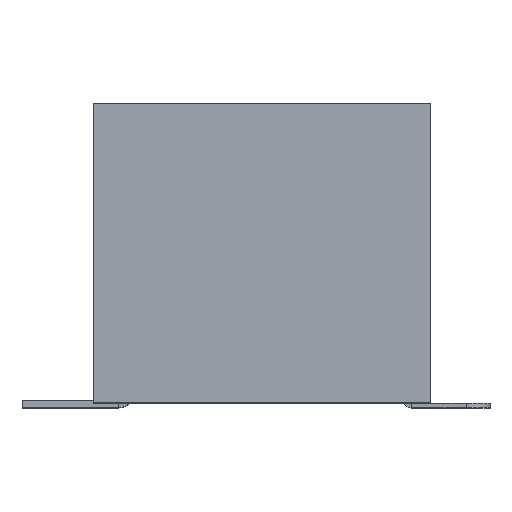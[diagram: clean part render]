
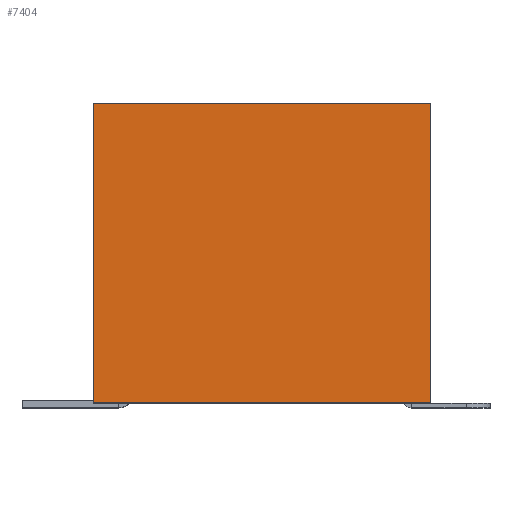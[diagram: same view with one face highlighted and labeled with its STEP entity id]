
A CAD part, top view. The second image highlights one B-rep face of the part: STEP entity #7404.
In plain terms, the highlighted planar face has unit normal (0, 0, 1).
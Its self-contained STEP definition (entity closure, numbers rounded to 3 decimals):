
#1654 = PLANE('',#1655);
#1655 = AXIS2_PLACEMENT_3D('',#1656,#1657,#1658);
#1656 = CARTESIAN_POINT('',(11.245,26.017,
    14.752));
#1657 = DIRECTION('',(-1.,0.,0.));
#1658 = DIRECTION('',(0.,0.,1.));
#4758 = PLANE('',#4759);
#4759 = AXIS2_PLACEMENT_3D('',#4760,#4761,#4762);
#4760 = CARTESIAN_POINT('',(25.465,13.417,
    27.962));
#4761 = DIRECTION('',(0.,1.,0.));
#4762 = DIRECTION('',(1.,0.,0.));
#4834 = PLANE('',#4835);
#4835 = AXIS2_PLACEMENT_3D('',#4836,#4837,#4838);
#4836 = CARTESIAN_POINT('',(25.465,26.017,
    14.752));
#4837 = DIRECTION('',(-1.,0.,0.));
#4838 = DIRECTION('',(0.,0.,1.));
#4987 = VERTEX_POINT('',#4988);
#4988 = CARTESIAN_POINT('',(25.465,13.417,
    27.962));
#5009 = EDGE_CURVE('',#4987,#5010,#5012,.T.);
#5010 = VERTEX_POINT('',#5011);
#5011 = CARTESIAN_POINT('',(11.245,13.417,
    27.962));
#5012 = SURFACE_CURVE('',#5013,(#5017,#5024),.PCURVE_S1.);
#5013 = LINE('',#5014,#5015);
#5014 = CARTESIAN_POINT('',(25.465,13.417,
    27.962));
#5015 = VECTOR('',#5016,1.);
#5016 = DIRECTION('',(-1.,0.,0.));
#5017 = PCURVE('',#4758,#5018);
#5018 = DEFINITIONAL_REPRESENTATION('',(#5019),#5023);
#5019 = LINE('',#5020,#5021);
#5020 = CARTESIAN_POINT('',(0.,0.));
#5021 = VECTOR('',#5022,1.);
#5022 = DIRECTION('',(-1.,0.));
#5023 = ( GEOMETRIC_REPRESENTATION_CONTEXT(2) 
PARAMETRIC_REPRESENTATION_CONTEXT() REPRESENTATION_CONTEXT('2D SPACE',''
  ) );
#5024 = PCURVE('',#5025,#5030);
#5025 = PLANE('',#5026);
#5026 = AXIS2_PLACEMENT_3D('',#5027,#5028,#5029);
#5027 = CARTESIAN_POINT('',(25.465,13.417,
    27.962));
#5028 = DIRECTION('',(0.,0.,-1.));
#5029 = DIRECTION('',(-1.,0.,0.));
#5030 = DEFINITIONAL_REPRESENTATION('',(#5031),#5035);
#5031 = LINE('',#5032,#5033);
#5032 = CARTESIAN_POINT('',(0.,0.));
#5033 = VECTOR('',#5034,1.);
#5034 = DIRECTION('',(1.,0.));
#5035 = ( GEOMETRIC_REPRESENTATION_CONTEXT(2) 
PARAMETRIC_REPRESENTATION_CONTEXT() REPRESENTATION_CONTEXT('2D SPACE',''
  ) );
#5214 = PLANE('',#5215);
#5215 = AXIS2_PLACEMENT_3D('',#5216,#5217,#5218);
#5216 = CARTESIAN_POINT('',(25.465,26.017,
    27.962));
#5217 = DIRECTION('',(0.,-1.,0.));
#5218 = DIRECTION('',(-1.,0.,0.));
#5586 = VERTEX_POINT('',#5587);
#5587 = CARTESIAN_POINT('',(11.245,26.017,
    27.962));
#5608 = EDGE_CURVE('',#5609,#5586,#5611,.T.);
#5609 = VERTEX_POINT('',#5610);
#5610 = CARTESIAN_POINT('',(25.465,26.017,
    27.962));
#5611 = SURFACE_CURVE('',#5612,(#5616,#5623),.PCURVE_S1.);
#5612 = LINE('',#5613,#5614);
#5613 = CARTESIAN_POINT('',(25.465,26.017,
    27.962));
#5614 = VECTOR('',#5615,1.);
#5615 = DIRECTION('',(-1.,0.,0.));
#5616 = PCURVE('',#5214,#5617);
#5617 = DEFINITIONAL_REPRESENTATION('',(#5618),#5622);
#5618 = LINE('',#5619,#5620);
#5619 = CARTESIAN_POINT('',(0.,0.));
#5620 = VECTOR('',#5621,1.);
#5621 = DIRECTION('',(1.,0.));
#5622 = ( GEOMETRIC_REPRESENTATION_CONTEXT(2) 
PARAMETRIC_REPRESENTATION_CONTEXT() REPRESENTATION_CONTEXT('2D SPACE',''
  ) );
#5623 = PCURVE('',#5025,#5624);
#5624 = DEFINITIONAL_REPRESENTATION('',(#5625),#5629);
#5625 = LINE('',#5626,#5627);
#5626 = CARTESIAN_POINT('',(0.,12.6));
#5627 = VECTOR('',#5628,1.);
#5628 = DIRECTION('',(1.,0.));
#5629 = ( GEOMETRIC_REPRESENTATION_CONTEXT(2) 
PARAMETRIC_REPRESENTATION_CONTEXT() REPRESENTATION_CONTEXT('2D SPACE',''
  ) );
#7404 = ADVANCED_FACE('',(#7405),#5025,.F.);
#7405 = FACE_BOUND('',#7406,.T.);
#7406 = EDGE_LOOP('',(#7407,#7408,#7429,#7430));
#7407 = ORIENTED_EDGE('',*,*,#5608,.T.);
#7408 = ORIENTED_EDGE('',*,*,#7409,.T.);
#7409 = EDGE_CURVE('',#5586,#5010,#7410,.T.);
#7410 = SURFACE_CURVE('',#7411,(#7415,#7422),.PCURVE_S1.);
#7411 = LINE('',#7412,#7413);
#7412 = CARTESIAN_POINT('',(11.245,13.417,
    27.962));
#7413 = VECTOR('',#7414,1.);
#7414 = DIRECTION('',(0.,-1.,0.));
#7415 = PCURVE('',#5025,#7416);
#7416 = DEFINITIONAL_REPRESENTATION('',(#7417),#7421);
#7417 = LINE('',#7418,#7419);
#7418 = CARTESIAN_POINT('',(14.22,0.));
#7419 = VECTOR('',#7420,1.);
#7420 = DIRECTION('',(0.,-1.));
#7421 = ( GEOMETRIC_REPRESENTATION_CONTEXT(2) 
PARAMETRIC_REPRESENTATION_CONTEXT() REPRESENTATION_CONTEXT('2D SPACE',''
  ) );
#7422 = PCURVE('',#1654,#7423);
#7423 = DEFINITIONAL_REPRESENTATION('',(#7424),#7428);
#7424 = LINE('',#7425,#7426);
#7425 = CARTESIAN_POINT('',(13.21,-12.6));
#7426 = VECTOR('',#7427,1.);
#7427 = DIRECTION('',(0.,-1.));
#7428 = ( GEOMETRIC_REPRESENTATION_CONTEXT(2) 
PARAMETRIC_REPRESENTATION_CONTEXT() REPRESENTATION_CONTEXT('2D SPACE',''
  ) );
#7429 = ORIENTED_EDGE('',*,*,#5009,.F.);
#7430 = ORIENTED_EDGE('',*,*,#7431,.F.);
#7431 = EDGE_CURVE('',#5609,#4987,#7432,.T.);
#7432 = SURFACE_CURVE('',#7433,(#7437,#7444),.PCURVE_S1.);
#7433 = LINE('',#7434,#7435);
#7434 = CARTESIAN_POINT('',(25.465,13.417,
    27.962));
#7435 = VECTOR('',#7436,1.);
#7436 = DIRECTION('',(0.,-1.,0.));
#7437 = PCURVE('',#5025,#7438);
#7438 = DEFINITIONAL_REPRESENTATION('',(#7439),#7443);
#7439 = LINE('',#7440,#7441);
#7440 = CARTESIAN_POINT('',(0.,0.));
#7441 = VECTOR('',#7442,1.);
#7442 = DIRECTION('',(0.,-1.));
#7443 = ( GEOMETRIC_REPRESENTATION_CONTEXT(2) 
PARAMETRIC_REPRESENTATION_CONTEXT() REPRESENTATION_CONTEXT('2D SPACE',''
  ) );
#7444 = PCURVE('',#4834,#7445);
#7445 = DEFINITIONAL_REPRESENTATION('',(#7446),#7450);
#7446 = LINE('',#7447,#7448);
#7447 = CARTESIAN_POINT('',(13.21,-12.6));
#7448 = VECTOR('',#7449,1.);
#7449 = DIRECTION('',(0.,-1.));
#7450 = ( GEOMETRIC_REPRESENTATION_CONTEXT(2) 
PARAMETRIC_REPRESENTATION_CONTEXT() REPRESENTATION_CONTEXT('2D SPACE',''
  ) );
